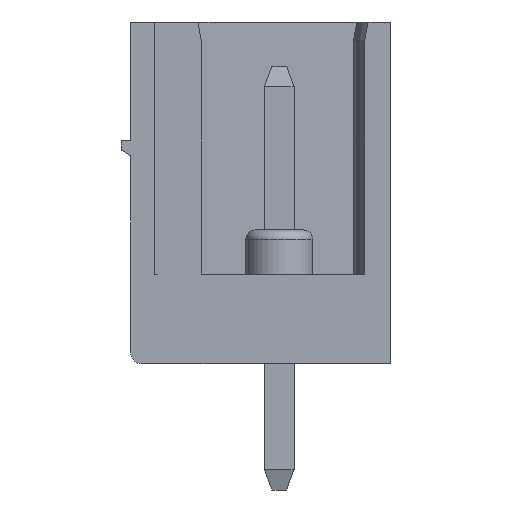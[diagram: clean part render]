
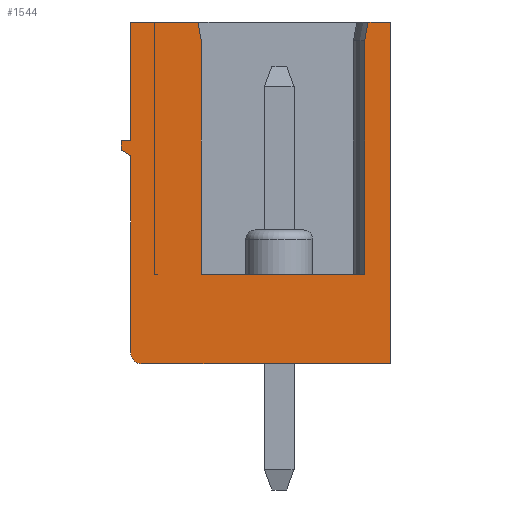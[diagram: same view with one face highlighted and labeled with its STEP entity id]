
A CAD part, left-side view. The second image highlights one B-rep face of the part: STEP entity #1544.
In plain terms, the highlighted planar face has unit normal (-1, 0, 0).
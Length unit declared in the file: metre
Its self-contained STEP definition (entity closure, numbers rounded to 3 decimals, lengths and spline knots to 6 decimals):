
#1544=ADVANCED_FACE('',(#4440),#4441,.F.);
#4440=FACE_OUTER_BOUND('',#8780,.T.);
#4441=PLANE('',#8781);
#8780=EDGE_LOOP('',(#13421,#13422,#13423,#13424,#13425,#13426,#13427,#13428,#13429,#13430,#13431,#13432,#13433,#13434,#13435));
#8781=AXIS2_PLACEMENT_3D('',#13436,#13437,#13438);
#13421=ORIENTED_EDGE('',*,*,#25995,.T.);
#13422=ORIENTED_EDGE('',*,*,#25996,.F.);
#13423=ORIENTED_EDGE('',*,*,#25997,.F.);
#13424=ORIENTED_EDGE('',*,*,#25998,.F.);
#13425=ORIENTED_EDGE('',*,*,#25943,.T.);
#13426=ORIENTED_EDGE('',*,*,#25850,.T.);
#13427=ORIENTED_EDGE('',*,*,#25811,.F.);
#13428=ORIENTED_EDGE('',*,*,#25979,.T.);
#13429=ORIENTED_EDGE('',*,*,#25901,.F.);
#13430=ORIENTED_EDGE('',*,*,#25999,.F.);
#13431=ORIENTED_EDGE('',*,*,#26000,.F.);
#13432=ORIENTED_EDGE('',*,*,#26001,.F.);
#13433=ORIENTED_EDGE('',*,*,#26002,.F.);
#13434=ORIENTED_EDGE('',*,*,#26003,.F.);
#13435=ORIENTED_EDGE('',*,*,#26004,.F.);
#13436=CARTESIAN_POINT('',(-1.086627,0.01086,0.000933));
#13437=DIRECTION('',(1.0,0.0,0.0));
#13438=DIRECTION('',(0.0,1.0,-0.0));
#25811=EDGE_CURVE('',#30840,#30842,#30843,.T.);
#25850=EDGE_CURVE('',#30909,#30842,#30910,.T.);
#25901=EDGE_CURVE('',#30983,#30985,#30986,.T.);
#25943=EDGE_CURVE('',#31043,#30909,#31044,.T.);
#25979=EDGE_CURVE('',#30840,#30985,#31090,.T.);
#25995=EDGE_CURVE('',#31107,#31108,#31109,.F.);
#25996=EDGE_CURVE('',#31110,#31108,#31111,.T.);
#25997=EDGE_CURVE('',#31112,#31110,#31113,.T.);
#25998=EDGE_CURVE('',#31043,#31112,#31114,.T.);
#25999=EDGE_CURVE('',#31115,#30983,#31116,.T.);
#26000=EDGE_CURVE('',#31117,#31115,#31118,.T.);
#26001=EDGE_CURVE('',#31119,#31117,#31120,.T.);
#26002=EDGE_CURVE('',#31121,#31119,#31122,.T.);
#26003=EDGE_CURVE('',#31123,#31121,#31124,.T.);
#26004=EDGE_CURVE('',#31107,#31123,#31125,.T.);
#30840=VERTEX_POINT('',#38164);
#30842=VERTEX_POINT('',#38167);
#30843=LINE('',#38168,#38169);
#30909=VERTEX_POINT('',#38265);
#30910=LINE('',#38266,#38267);
#30983=VERTEX_POINT('',#38376);
#30985=VERTEX_POINT('',#38379);
#30986=LINE('',#38380,#38381);
#31043=VERTEX_POINT('',#38465);
#31044=LINE('',#38466,#38467);
#31090=LINE('',#38538,#38539);
#31107=VERTEX_POINT('',#38563);
#31108=VERTEX_POINT('',#38564);
#31109=CIRCLE('',#38565,0.0003);
#31110=VERTEX_POINT('',#38566);
#31111=LINE('',#38567,#38568);
#31112=VERTEX_POINT('',#38569);
#31113=LINE('',#38570,#38571);
#31114=LINE('',#38572,#38573);
#31115=VERTEX_POINT('',#38574);
#31116=LINE('',#38575,#38576);
#31117=VERTEX_POINT('',#38577);
#31118=LINE('',#38578,#38579);
#31119=VERTEX_POINT('',#38580);
#31120=LINE('',#38581,#38582);
#31121=VERTEX_POINT('',#38583);
#31122=LINE('',#38584,#38585);
#31123=VERTEX_POINT('',#38586);
#31124=LINE('',#38587,#38588);
#31125=LINE('',#38589,#38590);
#38164=CARTESIAN_POINT('',(-1.086627,0.00896,-0.005867));
#38167=CARTESIAN_POINT('',(-1.086627,0.00456,-0.005867));
#38168=CARTESIAN_POINT('',(-1.086627,0.00386,-0.005867));
#38169=VECTOR('',#48941,1.0);
#38265=CARTESIAN_POINT('',(-1.086627,0.00456,0.000433));
#38266=CARTESIAN_POINT('',(-1.086627,0.00456,-0.005567));
#38267=VECTOR('',#48978,1.0);
#38376=CARTESIAN_POINT('',(-1.086627,0.009048,0.000933));
#38379=CARTESIAN_POINT('',(-1.086627,0.00896,0.000433));
#38380=CARTESIAN_POINT('',(-1.086627,0.009048,0.000933));
#38381=VECTOR('',#49019,1.0);
#38465=CARTESIAN_POINT('',(-1.086627,0.004471,0.000933));
#38466=CARTESIAN_POINT('',(-1.086627,0.005565,-0.005267));
#38467=VECTOR('',#49053,1.0);
#38538=CARTESIAN_POINT('',(-1.086627,0.00896,-0.005567));
#38539=VECTOR('',#49076,1.0);
#38563=CARTESIAN_POINT('',(-1.086627,0.01086,-0.007967));
#38564=CARTESIAN_POINT('',(-1.086627,0.01056,-0.008267));
#38565=AXIS2_PLACEMENT_3D('',#49087,#49088,#49089);
#38566=CARTESIAN_POINT('',(-1.086627,0.00386,-0.008267));
#38567=CARTESIAN_POINT('',(-1.086627,0.01056,-0.008267));
#38568=VECTOR('',#49090,1.0);
#38569=CARTESIAN_POINT('',(-1.086627,0.00386,0.000933));
#38570=CARTESIAN_POINT('',(-1.086627,0.00386,-0.008267));
#38571=VECTOR('',#49091,1.0);
#38572=CARTESIAN_POINT('',(-1.086627,0.00386,0.000933));
#38573=VECTOR('',#49092,1.0);
#38574=CARTESIAN_POINT('',(-1.086627,0.01086,0.000933));
#38575=CARTESIAN_POINT('',(-1.086627,0.00386,0.000933));
#38576=VECTOR('',#49093,1.0);
#38577=CARTESIAN_POINT('',(-1.086627,0.01086,-0.002267));
#38578=CARTESIAN_POINT('',(-1.086627,0.01086,0.000933));
#38579=VECTOR('',#49094,1.0);
#38580=CARTESIAN_POINT('',(-1.086627,0.01111,-0.002267));
#38581=CARTESIAN_POINT('',(-1.086627,0.01086,-0.002267));
#38582=VECTOR('',#49095,1.0);
#38583=CARTESIAN_POINT('',(-1.086627,0.01111,-0.002517));
#38584=CARTESIAN_POINT('',(-1.086627,0.01111,-0.002267));
#38585=VECTOR('',#49096,1.0);
#38586=CARTESIAN_POINT('',(-1.086627,0.01086,-0.002667));
#38587=CARTESIAN_POINT('',(-1.086627,0.01111,-0.002517));
#38588=VECTOR('',#49097,1.0);
#38589=CARTESIAN_POINT('',(-1.086627,0.01086,-0.002667));
#38590=VECTOR('',#49098,1.0);
#48941=DIRECTION('',(0.0,-1.0,0.));
#48978=DIRECTION('',(0.0,0.,-1.0));
#49019=DIRECTION('',(0.0,-0.174,-0.985));
#49053=DIRECTION('',(0.0,0.174,-0.985));
#49076=DIRECTION('',(0.0,0.,1.0));
#49087=CARTESIAN_POINT('',(-1.086627,0.01056,-0.007967));
#49088=DIRECTION('',(1.0,0.0,0.0));
#49089=DIRECTION('',(0.0,0.0,-1.0));
#49090=DIRECTION('',(0.0,1.0,0.));
#49091=DIRECTION('',(0.0,0.,-1.0));
#49092=DIRECTION('',(0.0,-1.0,0.));
#49093=DIRECTION('',(0.0,-1.0,0.));
#49094=DIRECTION('',(0.0,0.,1.0));
#49095=DIRECTION('',(0.0,-1.0,0.));
#49096=DIRECTION('',(0.0,0.,1.0));
#49097=DIRECTION('',(0.0,0.857,0.514));
#49098=DIRECTION('',(0.0,0.,1.0));
